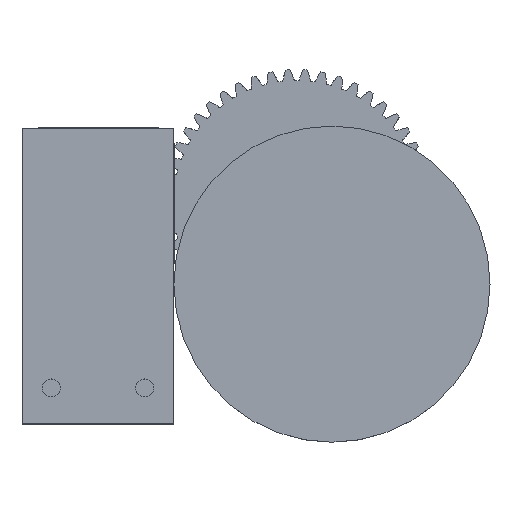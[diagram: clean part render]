
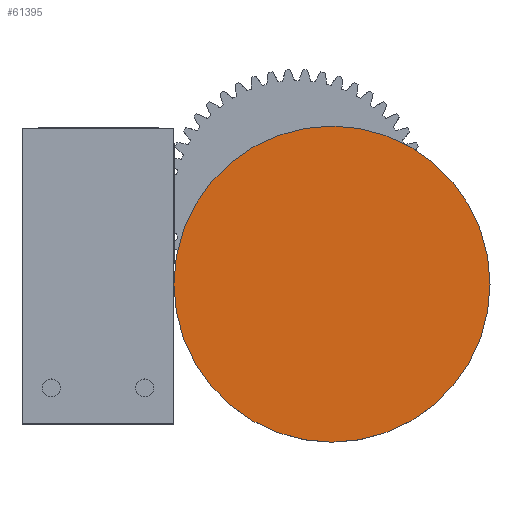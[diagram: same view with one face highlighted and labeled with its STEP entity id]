
A CAD part, top view. The second image highlights one B-rep face of the part: STEP entity #61395.
In plain terms, the highlighted planar face has unit normal (0, 0, 1).
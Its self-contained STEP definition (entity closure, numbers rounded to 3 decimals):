
#3034=PLANE('',#64826);
#6003=FACE_OUTER_BOUND('',#9036,.T.);
#9036=EDGE_LOOP('',(#58299));
#26221=CIRCLE('',#64823,44.035);
#32048=VERTEX_POINT('',#97479);
#40797=EDGE_CURVE('',#32048,#32048,#26221,.T.);
#58299=ORIENTED_EDGE('',*,*,#40797,.T.);
#61395=ADVANCED_FACE('',(#6003),#3034,.T.);
#64823=AXIS2_PLACEMENT_3D('',#97480,#79858,#79859);
#64826=AXIS2_PLACEMENT_3D('',#97485,#79865,#79866);
#79858=DIRECTION('center_axis',(0.,0.,
1.));
#79859=DIRECTION('ref_axis',(1.,0.,0.));
#79865=DIRECTION('center_axis',(0.,0.,
1.));
#79866=DIRECTION('ref_axis',(1.,0.,0.));
#97479=CARTESIAN_POINT('',(24.543,-24.012,36.34));
#97480=CARTESIAN_POINT('Origin',(68.578,-24.012,36.34));
#97485=CARTESIAN_POINT('Origin',(68.578,-24.012,36.34));
